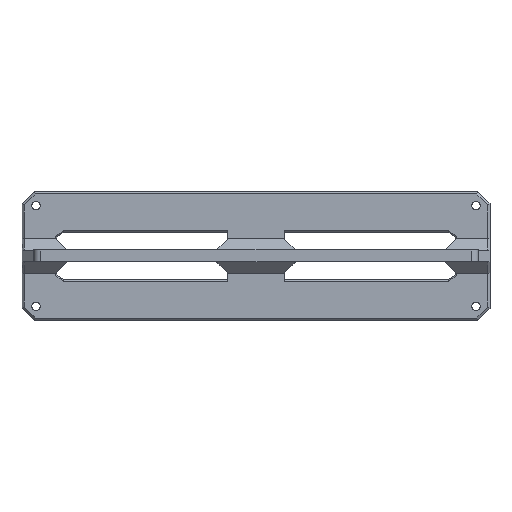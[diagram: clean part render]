
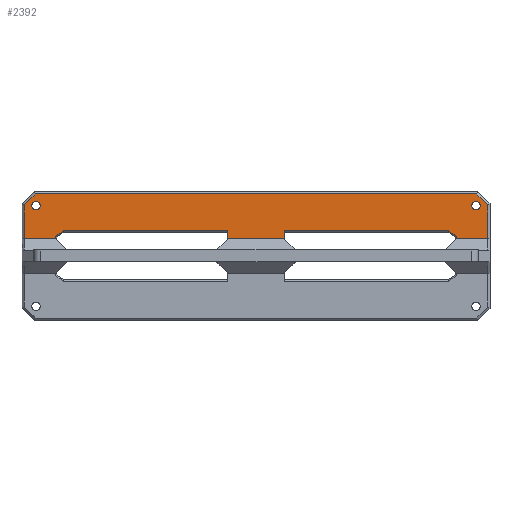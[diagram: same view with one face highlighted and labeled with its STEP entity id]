
A CAD part, top view. The second image highlights one B-rep face of the part: STEP entity #2392.
In plain terms, the highlighted planar face has unit normal (0, 0, 1).
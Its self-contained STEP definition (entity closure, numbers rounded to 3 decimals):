
#58=CIRCLE('',#2529,1.8);
#59=CIRCLE('',#2530,1.8);
#134=ORIENTED_EDGE('',*,*,#784,.T.);
#135=ORIENTED_EDGE('',*,*,#785,.T.);
#136=ORIENTED_EDGE('',*,*,#786,.T.);
#137=ORIENTED_EDGE('',*,*,#787,.T.);
#138=ORIENTED_EDGE('',*,*,#788,.T.);
#139=ORIENTED_EDGE('',*,*,#789,.T.);
#140=ORIENTED_EDGE('',*,*,#790,.T.);
#141=ORIENTED_EDGE('',*,*,#791,.T.);
#142=ORIENTED_EDGE('',*,*,#792,.T.);
#143=ORIENTED_EDGE('',*,*,#793,.T.);
#144=ORIENTED_EDGE('',*,*,#794,.T.);
#145=ORIENTED_EDGE('',*,*,#795,.T.);
#146=ORIENTED_EDGE('',*,*,#796,.T.);
#147=ORIENTED_EDGE('',*,*,#797,.T.);
#148=ORIENTED_EDGE('',*,*,#798,.T.);
#149=ORIENTED_EDGE('',*,*,#799,.T.);
#150=ORIENTED_EDGE('',*,*,#800,.T.);
#151=ORIENTED_EDGE('',*,*,#801,.T.);
#152=ORIENTED_EDGE('',*,*,#802,.T.);
#153=ORIENTED_EDGE('',*,*,#803,.T.);
#154=ORIENTED_EDGE('',*,*,#804,.F.);
#155=ORIENTED_EDGE('',*,*,#805,.F.);
#784=EDGE_CURVE('',#1109,#1110,#1343,.T.);
#785=EDGE_CURVE('',#1110,#1111,#1344,.T.);
#786=EDGE_CURVE('',#1111,#1112,#1345,.F.);
#787=EDGE_CURVE('',#1112,#1113,#1346,.T.);
#788=EDGE_CURVE('',#1113,#1114,#1347,.F.);
#789=EDGE_CURVE('',#1114,#1115,#1348,.T.);
#790=EDGE_CURVE('',#1115,#1116,#1349,.T.);
#791=EDGE_CURVE('',#1116,#1117,#1350,.T.);
#792=EDGE_CURVE('',#1117,#1118,#1351,.T.);
#793=EDGE_CURVE('',#1118,#1119,#1352,.F.);
#794=EDGE_CURVE('',#1119,#1120,#1353,.T.);
#795=EDGE_CURVE('',#1120,#1121,#1354,.T.);
#796=EDGE_CURVE('',#1121,#1122,#1355,.T.);
#797=EDGE_CURVE('',#1122,#1123,#1356,.T.);
#798=EDGE_CURVE('',#1123,#1124,#1357,.T.);
#799=EDGE_CURVE('',#1124,#1125,#1358,.T.);
#800=EDGE_CURVE('',#1125,#1126,#1359,.T.);
#801=EDGE_CURVE('',#1126,#1127,#1360,.F.);
#802=EDGE_CURVE('',#1127,#1128,#1361,.T.);
#803=EDGE_CURVE('',#1128,#1109,#1362,.T.);
#804=EDGE_CURVE('',#1129,#1129,#58,.T.);
#805=EDGE_CURVE('',#1130,#1130,#59,.T.);
#1109=VERTEX_POINT('',#3379);
#1110=VERTEX_POINT('',#3380);
#1111=VERTEX_POINT('',#3382);
#1112=VERTEX_POINT('',#3384);
#1113=VERTEX_POINT('',#3386);
#1114=VERTEX_POINT('',#3388);
#1115=VERTEX_POINT('',#3390);
#1116=VERTEX_POINT('',#3392);
#1117=VERTEX_POINT('',#3394);
#1118=VERTEX_POINT('',#3396);
#1119=VERTEX_POINT('',#3398);
#1120=VERTEX_POINT('',#3400);
#1121=VERTEX_POINT('',#3402);
#1122=VERTEX_POINT('',#3404);
#1123=VERTEX_POINT('',#3406);
#1124=VERTEX_POINT('',#3408);
#1125=VERTEX_POINT('',#3410);
#1126=VERTEX_POINT('',#3412);
#1127=VERTEX_POINT('',#3414);
#1128=VERTEX_POINT('',#3416);
#1129=VERTEX_POINT('',#3419);
#1130=VERTEX_POINT('',#3421);
#1343=LINE('',#3378,#1592);
#1344=LINE('',#3381,#1593);
#1345=LINE('',#3383,#1594);
#1346=LINE('',#3385,#1595);
#1347=LINE('',#3387,#1596);
#1348=LINE('',#3389,#1597);
#1349=LINE('',#3391,#1598);
#1350=LINE('',#3393,#1599);
#1351=LINE('',#3395,#1600);
#1352=LINE('',#3397,#1601);
#1353=LINE('',#3399,#1602);
#1354=LINE('',#3401,#1603);
#1355=LINE('',#3403,#1604);
#1356=LINE('',#3405,#1605);
#1357=LINE('',#3407,#1606);
#1358=LINE('',#3409,#1607);
#1359=LINE('',#3411,#1608);
#1360=LINE('',#3413,#1609);
#1361=LINE('',#3415,#1610);
#1362=LINE('',#3417,#1611);
#1592=VECTOR('',#2731,1000.);
#1593=VECTOR('',#2732,1000.);
#1594=VECTOR('',#2733,1000.);
#1595=VECTOR('',#2734,1000.);
#1596=VECTOR('',#2735,1000.);
#1597=VECTOR('',#2736,1000.);
#1598=VECTOR('',#2737,1000.);
#1599=VECTOR('',#2738,1000.);
#1600=VECTOR('',#2739,1000.);
#1601=VECTOR('',#2740,1000.);
#1602=VECTOR('',#2741,1000.);
#1603=VECTOR('',#2742,1000.);
#1604=VECTOR('',#2743,1000.);
#1605=VECTOR('',#2744,1000.);
#1606=VECTOR('',#2745,1000.);
#1607=VECTOR('',#2746,1000.);
#1608=VECTOR('',#2747,1000.);
#1609=VECTOR('',#2748,1000.);
#1610=VECTOR('',#2749,1000.);
#1611=VECTOR('',#2750,1000.);
#1841=EDGE_LOOP('',(#134,#135,#136,#137,#138,#139,#140,#141,#142,#143,#144,
#145,#146,#147,#148,#149,#150,#151,#152,#153));
#1842=EDGE_LOOP('',(#154));
#1843=EDGE_LOOP('',(#155));
#2074=FACE_BOUND('',#1841,.T.);
#2075=FACE_BOUND('',#1842,.T.);
#2076=FACE_BOUND('',#1843,.T.);
#2307=PLANE('',#2528);
#2392=ADVANCED_FACE('',(#2074,#2075,#2076),#2307,.T.);
#2528=AXIS2_PLACEMENT_3D('',#3377,#2729,#2730);
#2529=AXIS2_PLACEMENT_3D('',#3418,#2751,#2752);
#2530=AXIS2_PLACEMENT_3D('',#3420,#2753,#2754);
#2729=DIRECTION('',(0.,0.,1.));
#2730=DIRECTION('',(1.,0.,0.));
#2731=DIRECTION('',(1.,0.,0.));
#2732=DIRECTION('',(0.,-1.,0.));
#2733=DIRECTION('',(-0.707,-0.707,0.));
#2734=DIRECTION('',(1.,0.,0.));
#2735=DIRECTION('',(-0.707,0.707,0.));
#2736=DIRECTION('',(0.,1.,0.));
#2737=DIRECTION('',(1.,0.,0.));
#2738=DIRECTION('',(0.816,-0.577,0.));
#2739=DIRECTION('',(0.,-1.,0.));
#2740=DIRECTION('',(-0.707,-0.707,0.));
#2741=DIRECTION('',(1.,0.,0.));
#2742=DIRECTION('',(0.,1.,0.));
#2743=DIRECTION('',(-0.707,0.707,0.));
#2744=DIRECTION('',(-1.,0.,0.));
#2745=DIRECTION('',(-0.707,-0.707,0.));
#2746=DIRECTION('',(0.,-1.,0.));
#2747=DIRECTION('',(1.,0.,0.));
#2748=DIRECTION('',(-0.707,0.707,0.));
#2749=DIRECTION('',(0.,1.,0.));
#2750=DIRECTION('',(0.816,0.577,0.));
#2751=DIRECTION('',(0.,0.,1.));
#2752=DIRECTION('',(-1.,0.,0.));
#2753=DIRECTION('',(0.,0.,1.));
#2754=DIRECTION('',(-1.,0.,0.));
#3377=CARTESIAN_POINT('',(0.,0.,3.));
#3378=CARTESIAN_POINT('',(-13.,11.,3.));
#3379=CARTESIAN_POINT('',(-81.989,11.,3.));
#3380=CARTESIAN_POINT('',(-12.,11.,3.));
#3381=CARTESIAN_POINT('',(-12.,7.5,3.));
#3382=CARTESIAN_POINT('',(-12.,7.275,3.));
#3383=CARTESIAN_POINT('',(-18.425,0.85,3.));
#3384=CARTESIAN_POINT('',(-11.775,7.5,3.));
#3385=CARTESIAN_POINT('',(0.,7.5,3.));
#3386=CARTESIAN_POINT('',(11.775,7.5,3.));
#3387=CARTESIAN_POINT('',(18.425,0.85,3.));
#3388=CARTESIAN_POINT('',(12.,7.275,3.));
#3389=CARTESIAN_POINT('',(12.,10.,3.));
#3390=CARTESIAN_POINT('',(12.,11.,3.));
#3391=CARTESIAN_POINT('',(81.672,11.,3.));
#3392=CARTESIAN_POINT('',(81.989,11.,3.));
#3393=CARTESIAN_POINT('',(85.077,8.816,3.));
#3394=CARTESIAN_POINT('',(85.5,8.518,3.));
#3395=CARTESIAN_POINT('',(85.5,7.5,3.));
#3396=CARTESIAN_POINT('',(85.5,7.275,3.));
#3397=CARTESIAN_POINT('',(79.075,0.85,3.));
#3398=CARTESIAN_POINT('',(85.725,7.5,3.));
#3399=CARTESIAN_POINT('',(0.,7.5,3.));
#3400=CARTESIAN_POINT('',(99.,7.5,3.));
#3401=CARTESIAN_POINT('',(99.,22.25,3.));
#3402=CARTESIAN_POINT('',(99.,21.836,3.));
#3403=CARTESIAN_POINT('',(60.418,60.418,3.));
#3404=CARTESIAN_POINT('',(94.336,26.5,3.));
#3405=CARTESIAN_POINT('',(-94.75,26.5,3.));
#3406=CARTESIAN_POINT('',(-94.336,26.5,3.));
#3407=CARTESIAN_POINT('',(-60.418,60.418,3.));
#3408=CARTESIAN_POINT('',(-99.,21.836,3.));
#3409=CARTESIAN_POINT('',(-99.,7.5,3.));
#3410=CARTESIAN_POINT('',(-99.,7.5,3.));
#3411=CARTESIAN_POINT('',(0.,7.5,3.));
#3412=CARTESIAN_POINT('',(-85.725,7.5,3.));
#3413=CARTESIAN_POINT('',(-79.075,0.85,3.));
#3414=CARTESIAN_POINT('',(-85.5,7.275,3.));
#3415=CARTESIAN_POINT('',(-85.5,8.,3.));
#3416=CARTESIAN_POINT('',(-85.5,8.518,3.));
#3417=CARTESIAN_POINT('',(-82.249,10.816,3.));
#3418=CARTESIAN_POINT('',(-94.,21.5,3.));
#3419=CARTESIAN_POINT('',(-95.8,21.5,3.));
#3420=CARTESIAN_POINT('',(94.,21.5,3.));
#3421=CARTESIAN_POINT('',(92.2,21.5,3.));
